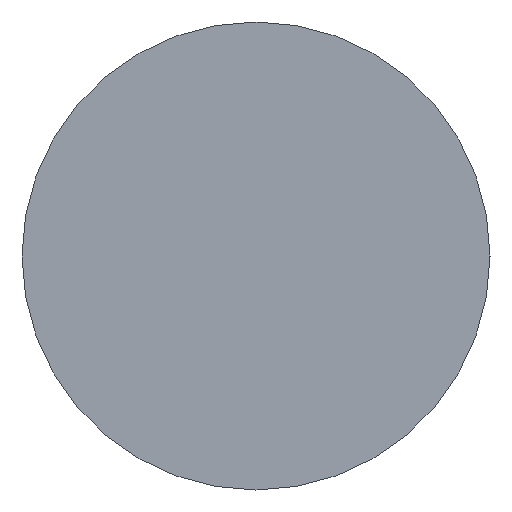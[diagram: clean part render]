
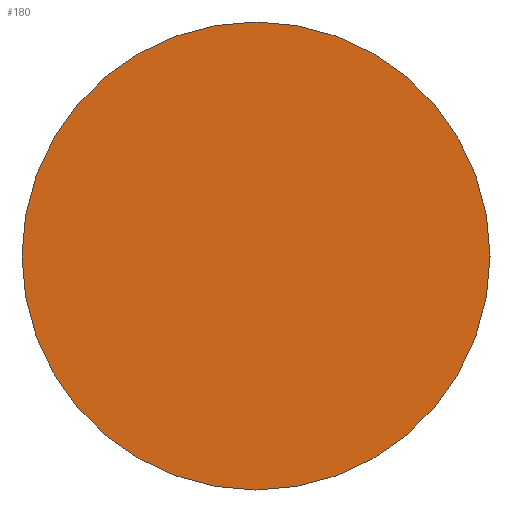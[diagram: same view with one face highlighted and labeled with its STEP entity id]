
A CAD part, left-side view. The second image highlights one B-rep face of the part: STEP entity #180.
In plain terms, the highlighted planar face has unit normal (-1, 0, 0).
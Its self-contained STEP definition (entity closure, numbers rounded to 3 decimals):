
#6 = CARTESIAN_POINT ( 'NONE',  ( 443.464, 60.463, 22.5 ) ) ;
#9 = CARTESIAN_POINT ( 'NONE',  ( 443.464, 60.463, 0. ) ) ;
#13 = VERTEX_POINT ( 'NONE', #6 ) ;
#23 = DIRECTION ( 'NONE',  ( 0., 0., -1. ) ) ;
#30 = DIRECTION ( 'NONE',  ( 0., 0., 1. ) ) ;
#49 = ORIENTED_EDGE ( 'NONE', *, *, #125, .T. ) ;
#56 = CIRCLE ( 'NONE', #177, 22.5 ) ;
#58 = ORIENTED_EDGE ( 'NONE', *, *, #181, .T. ) ;
#64 = CARTESIAN_POINT ( 'NONE',  ( 443.464, 60.463, 0. ) ) ;
#84 = AXIS2_PLACEMENT_3D ( 'NONE', #64, #100, #30 ) ;
#97 = CIRCLE ( 'NONE', #84, 22.5 ) ;
#98 = FACE_OUTER_BOUND ( 'NONE', #146, .T. ) ;
#100 = DIRECTION ( 'NONE',  ( -1., 0., 0. ) ) ;
#101 = AXIS2_PLACEMENT_3D ( 'NONE', #9, #116, #23 ) ;
#116 = DIRECTION ( 'NONE',  ( 1., 0., 0. ) ) ;
#120 = VERTEX_POINT ( 'NONE', #162 ) ;
#125 = EDGE_CURVE ( 'NONE', #120, #13, #97, .T. ) ;
#130 = DIRECTION ( 'NONE',  ( 0., 0., 1. ) ) ;
#146 = EDGE_LOOP ( 'NONE', ( #58, #49 ) ) ;
#149 = CARTESIAN_POINT ( 'NONE',  ( 443.464, 60.463, 0. ) ) ;
#162 = CARTESIAN_POINT ( 'NONE',  ( 443.464, 60.463, -22.5 ) ) ;
#177 = AXIS2_PLACEMENT_3D ( 'NONE', #149, #184, #130 ) ;
#180 = ADVANCED_FACE ( 'NONE', ( #98 ), #183, .F. ) ;
#181 = EDGE_CURVE ( 'NONE', #13, #120, #56, .T. ) ;
#183 = PLANE ( 'NONE',  #101 ) ;
#184 = DIRECTION ( 'NONE',  ( -1., 0., 0. ) ) ;
